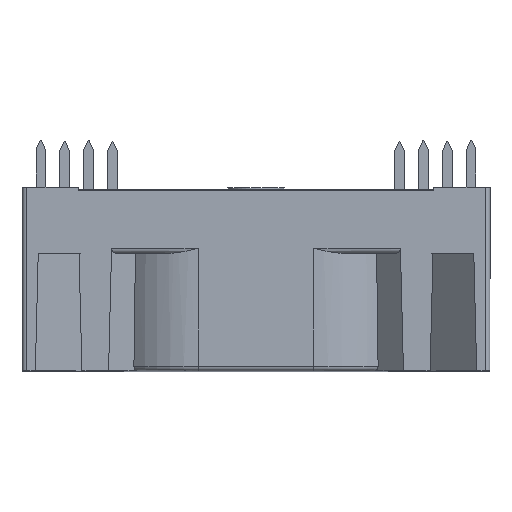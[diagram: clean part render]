
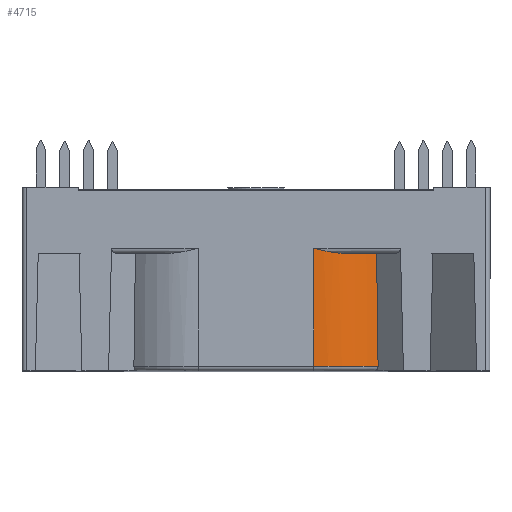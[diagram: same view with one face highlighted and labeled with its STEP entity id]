
A CAD part, top view. The second image highlights one B-rep face of the part: STEP entity #4715.
In plain terms, the highlighted cylindrical face has radius 10 mm (diameter 20 mm), a partial arc.
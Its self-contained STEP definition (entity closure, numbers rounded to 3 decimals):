
#43 = VERTEX_POINT ( 'NONE', #8948 ) ;
#82 = CARTESIAN_POINT ( 'NONE',  ( 9.017, 0., 24.434 ) ) ;
#103 = CARTESIAN_POINT ( 'NONE',  ( 12.965, -12., 22.169 ) ) ;
#183 = CARTESIAN_POINT ( 'NONE',  ( 8.759, 0.02, 24.508 ) ) ;
#188 = VERTEX_POINT ( 'NONE', #7010 ) ;
#240 = AXIS2_PLACEMENT_3D ( 'NONE', #1729, #7783, #4017 ) ;
#295 = ORIENTED_EDGE ( 'NONE', *, *, #4484, .F. ) ;
#611 = AXIS2_PLACEMENT_3D ( 'NONE', #2364, #8543, #2467 ) ;
#1109 = LINE ( 'NONE', #6746, #5871 ) ;
#1253 = CARTESIAN_POINT ( 'NONE',  ( 12.965, -12., 22.169 ) ) ;
#1709 = CARTESIAN_POINT ( 'NONE',  ( 7.979, 0.124, 24.685 ) ) ;
#1729 = CARTESIAN_POINT ( 'NONE',  ( 6.151, -12., 14.85 ) ) ;
#1771 = CARTESIAN_POINT ( 'NONE',  ( 6.676, 0.383, 24.85 ) ) ;
#1785 = B_SPLINE_CURVE_WITH_KNOTS ( 'NONE', 3,
 ( #6836, #82, #183, #8492, #1709, #7081, #1771, #7728 ),
 .UNSPECIFIED., .F., .F.,
 ( 4, 2, 2, 4 ),
 ( 0., 0.001, 0.002, 0.003 ),
 .UNSPECIFIED. ) ;
#1864 =( BOUNDED_CURVE ( )  B_SPLINE_CURVE ( 3, ( #3573, #5815, #8776, #1253 ),
 .UNSPECIFIED., .F., .T. ) 
 B_SPLINE_CURVE_WITH_KNOTS ( ( 4, 4 ),
 ( 4.656, 4.677 ),
 .UNSPECIFIED. ) 
 CURVE ( )  GEOMETRIC_REPRESENTATION_ITEM ( )  RATIONAL_B_SPLINE_CURVE ( ( 1., 1., 1., 1. ) ) 
 REPRESENTATION_ITEM ( '' )  );
#2218 = VERTEX_POINT ( 'NONE', #2869 ) ;
#2364 = CARTESIAN_POINT ( 'NONE',  ( 6.151, 0., 14.85 ) ) ;
#2467 = DIRECTION ( 'NONE',  ( 0., 0., 1. ) ) ;
#2482 = CIRCLE ( 'NONE', #240, 10. ) ;
#2869 = CARTESIAN_POINT ( 'NONE',  ( 6.151, 0.5, 24.85 ) ) ;
#3223 = AXIS2_PLACEMENT_3D ( 'NONE', #7874, #4816, #6358 ) ;
#3344 = ORIENTED_EDGE ( 'NONE', *, *, #5252, .T. ) ;
#3573 = CARTESIAN_POINT ( 'NONE',  ( 12.81, 0., 22.311 ) ) ;
#3733 = DIRECTION ( 'NONE',  ( 0., 1., 0. ) ) ;
#4017 = DIRECTION ( 'NONE',  ( 0., 0., 1. ) ) ;
#4444 = ORIENTED_EDGE ( 'NONE', *, *, #6899, .T. ) ;
#4484 = EDGE_CURVE ( 'NONE', #43, #2218, #1109, .T. ) ;
#4564 = VERTEX_POINT ( 'NONE', #8570 ) ;
#4654 = EDGE_CURVE ( 'NONE', #4564, #188, #8482, .T. ) ;
#4715 = ADVANCED_FACE ( 'NONE', ( #5859 ), #9085, .T. ) ;
#4816 = DIRECTION ( 'NONE',  ( 0., -1., 0. ) ) ;
#5252 = EDGE_CURVE ( 'NONE', #4564, #2218, #1785, .T. ) ;
#5645 = ORIENTED_EDGE ( 'NONE', *, *, #7978, .F. ) ;
#5815 = CARTESIAN_POINT ( 'NONE',  ( 12.862, -3.998, 22.264 ) ) ;
#5859 = FACE_OUTER_BOUND ( 'NONE', #9872, .T. ) ;
#5871 = VECTOR ( 'NONE', #3733, 1000. ) ;
#6358 = DIRECTION ( 'NONE',  ( 0., 0., -1. ) ) ;
#6746 = CARTESIAN_POINT ( 'NONE',  ( 6.151, 0., 24.85 ) ) ;
#6757 = ORIENTED_EDGE ( 'NONE', *, *, #4654, .F. ) ;
#6773 = VERTEX_POINT ( 'NONE', #103 ) ;
#6836 = CARTESIAN_POINT ( 'NONE',  ( 9.274, 0., 24.35 ) ) ;
#6899 = EDGE_CURVE ( 'NONE', #43, #6773, #2482, .T. ) ;
#7010 = CARTESIAN_POINT ( 'NONE',  ( 12.81, 0., 22.311 ) ) ;
#7081 = CARTESIAN_POINT ( 'NONE',  ( 7.197, 0.265, 24.809 ) ) ;
#7728 = CARTESIAN_POINT ( 'NONE',  ( 6.151, 0.5, 24.85 ) ) ;
#7783 = DIRECTION ( 'NONE',  ( 0., 1., 0. ) ) ;
#7874 = CARTESIAN_POINT ( 'NONE',  ( 6.151, 1., 14.85 ) ) ;
#7978 = EDGE_CURVE ( 'NONE', #188, #6773, #1864, .T. ) ;
#8482 = CIRCLE ( 'NONE', #611, 10. ) ;
#8492 = CARTESIAN_POINT ( 'NONE',  ( 8.24, 0.082, 24.633 ) ) ;
#8543 = DIRECTION ( 'NONE',  ( 0., 1., 0. ) ) ;
#8570 = CARTESIAN_POINT ( 'NONE',  ( 9.274, 0., 24.35 ) ) ;
#8776 = CARTESIAN_POINT ( 'NONE',  ( 12.914, -7.998, 22.217 ) ) ;
#8948 = CARTESIAN_POINT ( 'NONE',  ( 6.151, -12., 24.85 ) ) ;
#9085 = CYLINDRICAL_SURFACE ( 'NONE', #3223, 10. ) ;
#9872 = EDGE_LOOP ( 'NONE', ( #295, #4444, #5645, #6757, #3344 ) ) ;
